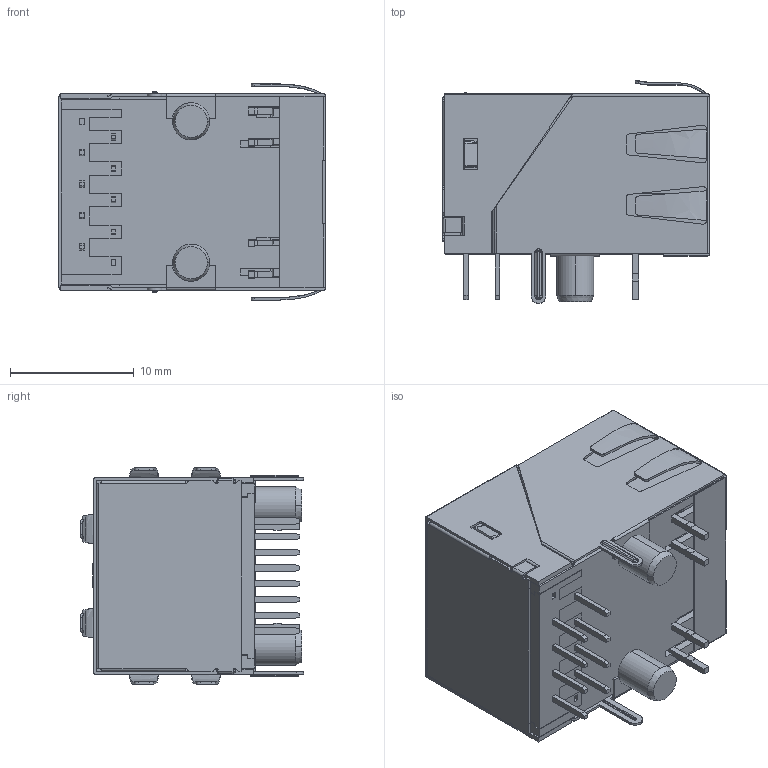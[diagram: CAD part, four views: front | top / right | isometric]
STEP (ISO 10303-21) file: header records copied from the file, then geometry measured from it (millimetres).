
FILE_DESCRIPTION (( 'STEP AP203' ), '1' );
FILE_NAME ('RJLBC-060TC1.STEP', '2013-08-19T03:02:21', ( 'taipc6' ), ( '' ), 'SwSTEP 2.0', 'SolidWorks 2010', '' );
FILE_SCHEMA (( 'CONFIG_CONTROL_DESIGN' ));
Products named in the file (13): LEDTIEXIAN; LED; TIEKE; SHANGPAIZHEN; XIAPAI; RJLBC-060TC1; HOUGAI; HOUSHION; JINZHEN; PLASTICG; LED2; LEDTIEXIAN_1; PLASTICY
Assembly tree (12 placements, depth 3):
  RJLBC-060TC1
    LED
      PLASTICG
      LEDTIEXIAN
    JINZHEN
    HOUGAI
    LED2
      LEDTIEXIAN_1
      PLASTICY
    SHANGPAIZHEN
    TIEKE
    XIAPAI
    HOUSHION
Bounding box: 21.55 x 18.04 x 17.48 mm (x, y, z)
Volume: 1828 mm3; surface area: 6962.6 mm2
Topology: 17 solids, 17 shells, 1535 faces, 4257 edges, 2729 vertices
Faces by surface type: plane 1122, cylinder 301, bspline 104, cone 8
Entity records: 53095 total; most frequent: CARTESIAN_POINT 12984, ORIENTED_EDGE 8498, DIRECTION 7447, EDGE_CURVE 4249, LINE 3445, VECTOR 3445, VERTEX_POINT 2729, AXIS2_PLACEMENT_3D 2001
